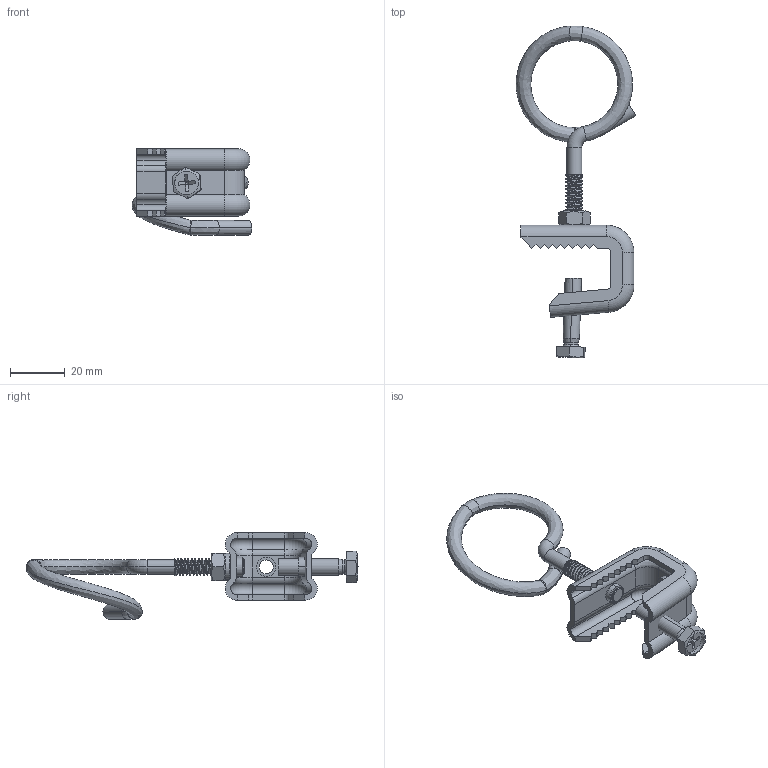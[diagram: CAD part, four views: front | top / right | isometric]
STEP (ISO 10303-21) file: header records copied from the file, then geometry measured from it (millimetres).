
FILE_DESCRIPTION (( 'STEP AP203' ), '1' );
FILE_NAME ('WBR125PBCBTM.STEP', '2024-04-23T05:36:47', ( '' ), ( '' ), 'SwSTEP 2.0', 'SolidWorks 2021', '' );
FILE_SCHEMA (( 'CONFIG_CONTROL_DESIGN' ));
Length unit declared in the file: millimetre
Products named in the file (6): cross recessed hex bolts indentation gb_GB_FASTENER_BOLT_CRHHI M6X25-N; BR125; PBC; spring lock washers--normal type gb_GB_FASTENER_WASHER_SW 6; hex nuts, style 1-grades ab gb_GB_FASTENER_NUT_SNAB1 M6-N; WBR125PBCBTM
Assembly tree (5 placements, depth 2):
  WBR125PBCBTM
    BR125
    PBC
    cross recessed hex bolts indentation gb_GB_FASTENER_BOLT_CRHHI M6X25-N
    hex nuts, style 1-grades ab gb_GB_FASTENER_NUT_SNAB1 M6-N
    spring lock washers--normal type gb_GB_FASTENER_WASHER_SW 6
Bounding box: 43.79 x 121.35 x 31.56 mm (x, y, z)
Volume: 11514.5 mm3; surface area: 11462.5 mm2
Topology: 5 solids, 5 shells, 253 faces, 639 edges, 398 vertices
Faces by surface type: plane 108, cylinder 101, torus 16, cone 15, bspline 13
Entity records: 17853 total; most frequent: CARTESIAN_POINT 11434, ORIENTED_EDGE 1270, DIRECTION 1141, EDGE_CURVE 635, AXIS2_PLACEMENT_3D 401, VERTEX_POINT 398, LINE 339, VECTOR 339
